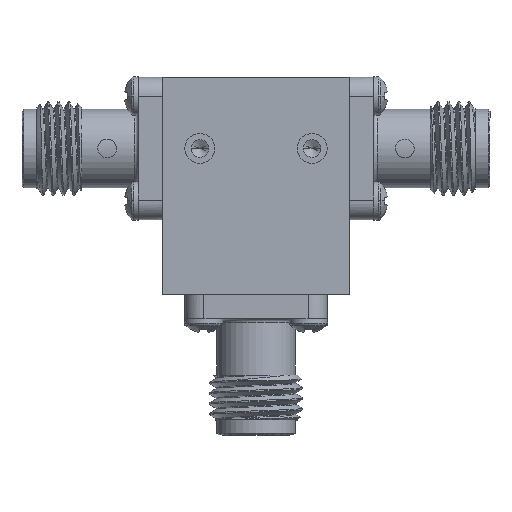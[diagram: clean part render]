
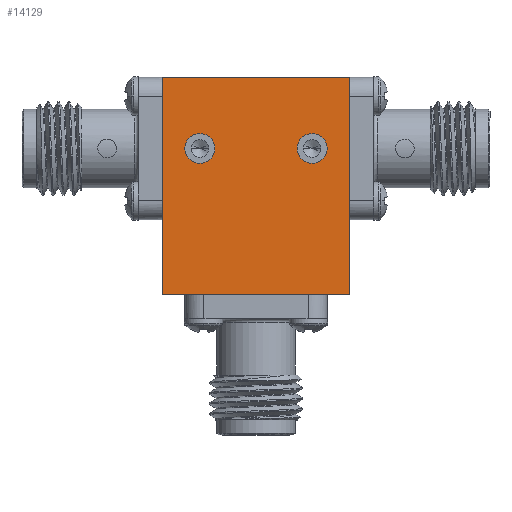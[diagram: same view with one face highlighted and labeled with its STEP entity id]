
A CAD part, top view. The second image highlights one B-rep face of the part: STEP entity #14129.
In plain terms, the highlighted planar face has unit normal (0, 0, 1).
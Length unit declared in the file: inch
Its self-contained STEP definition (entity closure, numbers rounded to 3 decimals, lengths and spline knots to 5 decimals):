
#49 = ORIENTED_EDGE ( 'NONE', *, *, #9217, .T. ) ;
#766 = DIRECTION ( 'NONE',  ( 1., 0., 0. ) ) ;
#961 = CARTESIAN_POINT ( 'NONE',  ( 0.25, 0.29, 0.19 ) ) ;
#993 = CARTESIAN_POINT ( 'NONE',  ( -0.15, 0.1, 0.19 ) ) ;
#1031 = DIRECTION ( 'NONE',  ( -1., 0., 0. ) ) ;
#1324 = VERTEX_POINT ( 'NONE', #12418 ) ;
#2299 = EDGE_CURVE ( 'NONE', #5247, #6198, #14254, .T. ) ;
#2464 = CARTESIAN_POINT ( 'NONE',  ( 0.25, -0.29, 0.19 ) ) ;
#2775 = DIRECTION ( 'NONE',  ( 1., 0., 0. ) ) ;
#3024 = CARTESIAN_POINT ( 'NONE',  ( 0.25, -0.29, 0.19 ) ) ;
#3281 = CIRCLE ( 'NONE', #27855, 0.04 ) ;
#3478 = VECTOR ( 'NONE', #13825, 39.37008 ) ;
#4016 = ORIENTED_EDGE ( 'NONE', *, *, #8980, .T. ) ;
#4023 = VERTEX_POINT ( 'NONE', #31338 ) ;
#4099 = CARTESIAN_POINT ( 'NONE',  ( -0.25, -0.29, 0.19 ) ) ;
#4361 = ORIENTED_EDGE ( 'NONE', *, *, #12217, .T. ) ;
#4836 = VECTOR ( 'NONE', #24227, 39.37008 ) ;
#5035 = VERTEX_POINT ( 'NONE', #4099 ) ;
#5247 = VERTEX_POINT ( 'NONE', #9875 ) ;
#6198 = VERTEX_POINT ( 'NONE', #12477 ) ;
#6849 = EDGE_LOOP ( 'NONE', ( #27352, #7867 ) ) ;
#7503 = DIRECTION ( 'NONE',  ( 0., -1., 0. ) ) ;
#7867 = ORIENTED_EDGE ( 'NONE', *, *, #10102, .F. ) ;
#8249 = EDGE_CURVE ( 'NONE', #13624, #4023, #25051, .T. ) ;
#8711 = DIRECTION ( 'NONE',  ( 0., 0., 1. ) ) ;
#8888 = EDGE_CURVE ( 'NONE', #1324, #25820, #30969, .T. ) ;
#8980 = EDGE_CURVE ( 'NONE', #4023, #5035, #19106, .T. ) ;
#9217 = EDGE_CURVE ( 'NONE', #11288, #13624, #26217, .T. ) ;
#9617 = CIRCLE ( 'NONE', #16881, 0.04 ) ;
#9875 = CARTESIAN_POINT ( 'NONE',  ( 0.11, 0.1, 0.19 ) ) ;
#10102 = EDGE_CURVE ( 'NONE', #25820, #1324, #9617, .T. ) ;
#10800 = EDGE_LOOP ( 'NONE', ( #22707, #19118 ) ) ;
#11177 = CARTESIAN_POINT ( 'NONE',  ( 0., 0., 0.19 ) ) ;
#11288 = VERTEX_POINT ( 'NONE', #3024 ) ;
#12217 = EDGE_CURVE ( 'NONE', #5035, #11288, #22109, .T. ) ;
#12418 = CARTESIAN_POINT ( 'NONE',  ( -0.11, 0.1, 0.19 ) ) ;
#12477 = CARTESIAN_POINT ( 'NONE',  ( 0.19, 0.1, 0.19 ) ) ;
#13013 = CARTESIAN_POINT ( 'NONE',  ( -0.15, 0.1, 0.19 ) ) ;
#13295 = CARTESIAN_POINT ( 'NONE',  ( -0.19, 0.1, 0.19 ) ) ;
#13624 = VERTEX_POINT ( 'NONE', #961 ) ;
#13825 = DIRECTION ( 'NONE',  ( -1., 0., 0. ) ) ;
#13869 = CARTESIAN_POINT ( 'NONE',  ( -0.25, -0.29, 0.19 ) ) ;
#14129 = ADVANCED_FACE ( 'NONE', ( #16858, #18446, #22392 ), #18626, .F. ) ;
#14254 = CIRCLE ( 'NONE', #28454, 0.04 ) ;
#16018 = AXIS2_PLACEMENT_3D ( 'NONE', #993, #28461, #766 ) ;
#16360 = CARTESIAN_POINT ( 'NONE',  ( 0.15, 0.1, 0.19 ) ) ;
#16858 = FACE_BOUND ( 'NONE', #6849, .T. ) ;
#16881 = AXIS2_PLACEMENT_3D ( 'NONE', #13013, #17948, #2775 ) ;
#16920 = CARTESIAN_POINT ( 'NONE',  ( 0.15, 0.1, 0.19 ) ) ;
#17948 = DIRECTION ( 'NONE',  ( 0., 0., 1. ) ) ;
#18203 = EDGE_LOOP ( 'NONE', ( #49, #24631, #4016, #4361 ) ) ;
#18446 = FACE_BOUND ( 'NONE', #10800, .T. ) ;
#18626 = PLANE ( 'NONE',  #19913 ) ;
#19106 = LINE ( 'NONE', #13869, #30160 ) ;
#19118 = ORIENTED_EDGE ( 'NONE', *, *, #2299, .F. ) ;
#19913 = AXIS2_PLACEMENT_3D ( 'NONE', #11177, #25928, #1031 ) ;
#22109 = LINE ( 'NONE', #28884, #4836 ) ;
#22392 = FACE_OUTER_BOUND ( 'NONE', #18203, .T. ) ;
#22707 = ORIENTED_EDGE ( 'NONE', *, *, #29026, .F. ) ;
#23830 = VECTOR ( 'NONE', #29907, 39.37008 ) ;
#24227 = DIRECTION ( 'NONE',  ( 1., 0., 0. ) ) ;
#24631 = ORIENTED_EDGE ( 'NONE', *, *, #8249, .T. ) ;
#25051 = LINE ( 'NONE', #28954, #3478 ) ;
#25820 = VERTEX_POINT ( 'NONE', #13295 ) ;
#25928 = DIRECTION ( 'NONE',  ( 0., 0., -1. ) ) ;
#26217 = LINE ( 'NONE', #2464, #23830 ) ;
#26425 = DIRECTION ( 'NONE',  ( 1., 0., 0. ) ) ;
#27001 = DIRECTION ( 'NONE',  ( 1., 0., 0. ) ) ;
#27352 = ORIENTED_EDGE ( 'NONE', *, *, #8888, .F. ) ;
#27855 = AXIS2_PLACEMENT_3D ( 'NONE', #16920, #32098, #27001 ) ;
#28454 = AXIS2_PLACEMENT_3D ( 'NONE', #16360, #8711, #26425 ) ;
#28461 = DIRECTION ( 'NONE',  ( 0., 0., 1. ) ) ;
#28884 = CARTESIAN_POINT ( 'NONE',  ( -0.25, -0.29, 0.19 ) ) ;
#28954 = CARTESIAN_POINT ( 'NONE',  ( -0.25, 0.29, 0.19 ) ) ;
#29026 = EDGE_CURVE ( 'NONE', #6198, #5247, #3281, .T. ) ;
#29907 = DIRECTION ( 'NONE',  ( 0., 1., 0. ) ) ;
#30160 = VECTOR ( 'NONE', #7503, 39.37008 ) ;
#30969 = CIRCLE ( 'NONE', #16018, 0.04 ) ;
#31338 = CARTESIAN_POINT ( 'NONE',  ( -0.25, 0.29, 0.19 ) ) ;
#32098 = DIRECTION ( 'NONE',  ( 0., 0., 1. ) ) ;
